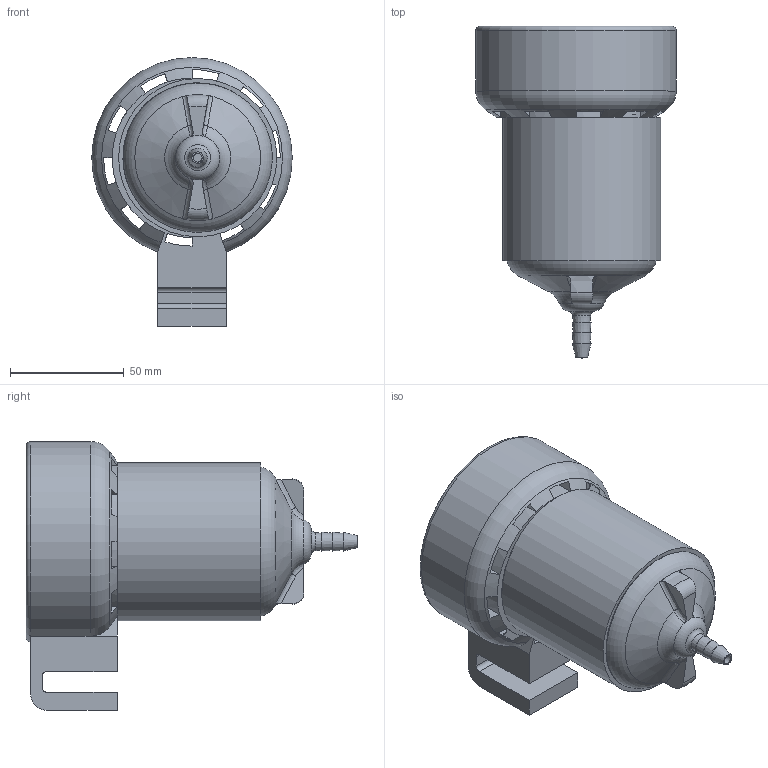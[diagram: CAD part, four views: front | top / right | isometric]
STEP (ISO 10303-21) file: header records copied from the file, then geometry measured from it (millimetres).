
FILE_DESCRIPTION(/* description */ (''),/* implementation_level */ '2;1');
FILE_NAME(/* name */ 'Vertical Slide Holder Washing Fixture.step',/* time_stamp */ '2024-01-20T11:26:50-05:00',/* author */ (''),/* organization */ (''),/* preprocessor_version */ 'ST-DEVELOPER v20',/* originating_system */ 'Autodesk Translation Framework v12.14.0.127',/* authorisation */ '');
FILE_SCHEMA (('AUTOMOTIVE_DESIGN { 1 0 10303 214 3 1 1 }'));
Length unit declared in the file: millimetre
Products named in the file (7): 250 ml Slide Holder Shower; Tall_Teflon_holder_assembly_250ml_v3; 250mL TOP v6; Post; Bottom; Liquid Flower; Top
Assembly tree (6 placements, depth 3):
  250 ml Slide Holder Shower
    Tall_Teflon_holder_assembly_250ml_v3
      250mL TOP v6
      Post
    Bottom
    Liquid Flower
    Top
Bounding box: 88 x 145.67 x 118 mm (x, y, z)
Volume: 268164.1 mm3; surface area: 106636.5 mm2
Topology: 5 solids, 5 shells, 645 faces, 1877 edges, 1224 vertices
Faces by surface type: plane 313, cylinder 257, bspline 32, torus 23, cone 20
Full cylindrical faces by diameter (mm): 1.5 x135, 3.835 x1, 5.9 x2, 50 x2, 62.752 x4, 65.71 x4, 69.493 x1, 70 x1, 80 x1
Entity records: 29834 total; most frequent: CARTESIAN_POINT 11799, ORIENTED_EDGE 3746, DIRECTION 3601, EDGE_CURVE 1873, AXIS2_PLACEMENT_3D 1241, VERTEX_POINT 1222, LINE 1119, VECTOR 1119
